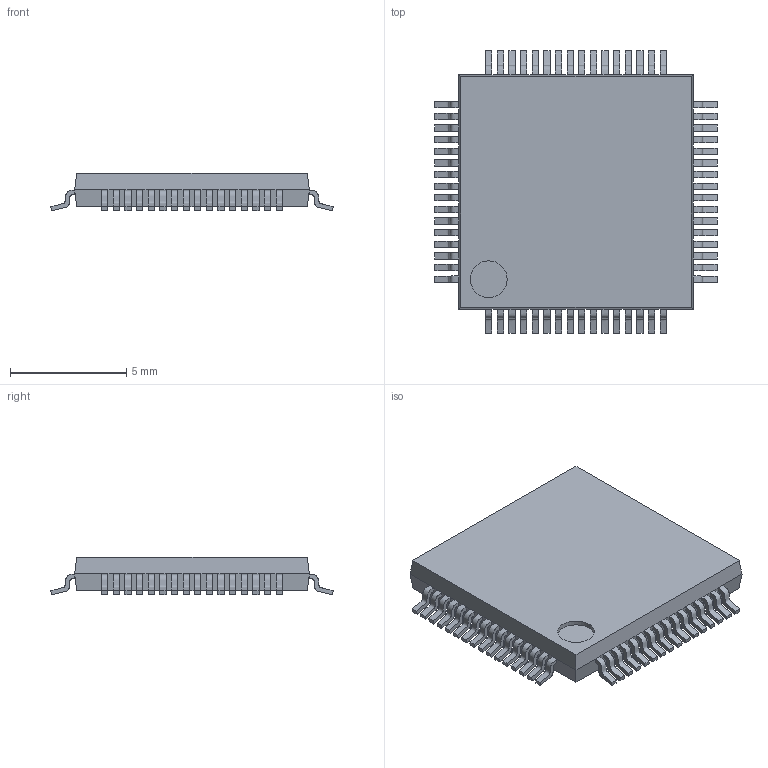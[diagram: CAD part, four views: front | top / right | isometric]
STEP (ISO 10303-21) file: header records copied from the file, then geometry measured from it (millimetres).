
FILE_DESCRIPTION (( 'STEP AP214' ), '1' );
FILE_NAME ('F35E1A7F-6F7A-4996-847C-581067D91E1D.STEP', '2007-09-14T08:31:27', ( 'sysAdmin' ), ( 'SolidWorks' ), 'SwSTEP 2.0', 'SolidWorks 2008', '' );
FILE_SCHEMA (( 'AUTOMOTIVE_DESIGN' ));
Length unit declared in the file: millimetre
Products named in the file (1): F35E1A7F-6F7A-4996-847C-581067D91E1D
Bounding box: 12.14 x 12.14 x 1.63 mm (x, y, z)
Surface area: 346.4 mm2 (no closed solid volume)
Topology: 0 solids, 65 shells, 397 faces, 1050 edges, 656 vertices
Faces by surface type: plane 267, bspline 128, cylinder 2
Entity records: 20903 total; most frequent: CARTESIAN_POINT 7864, ORIENTED_EDGE 1844, DIRECTION 1338, EDGE_CURVE 1050, VECTOR 790, LINE 790, VERTEX_POINT 656, EDGE_LOOP 398
